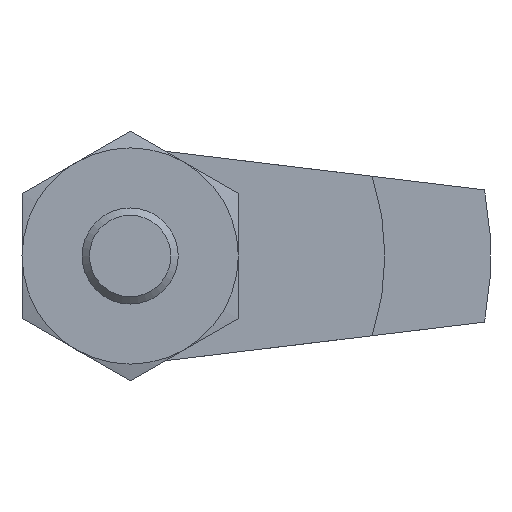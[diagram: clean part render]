
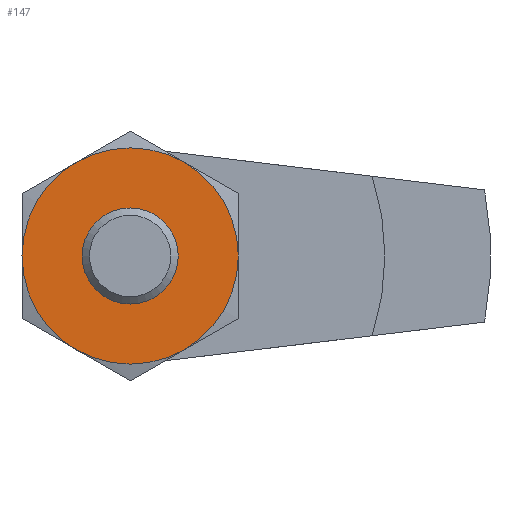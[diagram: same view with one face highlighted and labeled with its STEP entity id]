
A CAD part, front view. The second image highlights one B-rep face of the part: STEP entity #147.
In plain terms, the highlighted planar face has unit normal (0, -1, 0).
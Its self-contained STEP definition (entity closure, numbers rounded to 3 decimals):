
#147 = ADVANCED_FACE( '', ( #305, #306 ), #307, .F. );
#305 = FACE_BOUND( '', #468, .T. );
#306 = FACE_OUTER_BOUND( '', #469, .T. );
#307 = PLANE( '', #470 );
#468 = EDGE_LOOP( '', ( #801 ) );
#469 = EDGE_LOOP( '', ( #802, #803, #804, #805, #806, #807 ) );
#470 = AXIS2_PLACEMENT_3D( '', #808, #809, #810 );
#801 = ORIENTED_EDGE( '', *, *, #999, .F. );
#802 = ORIENTED_EDGE( '', *, *, #933, .T. );
#803 = ORIENTED_EDGE( '', *, *, #985, .T. );
#804 = ORIENTED_EDGE( '', *, *, #969, .T. );
#805 = ORIENTED_EDGE( '', *, *, #990, .T. );
#806 = ORIENTED_EDGE( '', *, *, #911, .T. );
#807 = ORIENTED_EDGE( '', *, *, #992, .T. );
#808 = CARTESIAN_POINT( '', ( 18., 0., 0. ) );
#809 = DIRECTION( '', ( 0., 1., 0. ) );
#810 = DIRECTION( '', ( 0., 0., 1. ) );
#911 = EDGE_CURVE( '', #1062, #1078, #1079, .T. );
#933 = EDGE_CURVE( '', #1113, #1085, #1114, .T. );
#969 = EDGE_CURVE( '', #1161, #1103, #1162, .T. );
#985 = EDGE_CURVE( '', #1085, #1161, #1183, .T. );
#990 = EDGE_CURVE( '', #1103, #1062, #1188, .T. );
#992 = EDGE_CURVE( '', #1078, #1113, #1190, .T. );
#999 = EDGE_CURVE( '', #1197, #1197, #1198, .T. );
#1062 = VERTEX_POINT( '', #1280 );
#1078 = VERTEX_POINT( '', #1319 );
#1079 = CIRCLE( '', #1320, 18. );
#1085 = VERTEX_POINT( '', #1332 );
#1103 = VERTEX_POINT( '', #1369 );
#1113 = VERTEX_POINT( '', #1400 );
#1114 = CIRCLE( '', #1401, 18. );
#1161 = VERTEX_POINT( '', #1509 );
#1162 = CIRCLE( '', #1510, 18. );
#1183 = CIRCLE( '', #1545, 18. );
#1188 = CIRCLE( '', #1556, 18. );
#1190 = CIRCLE( '', #1558, 18. );
#1197 = VERTEX_POINT( '', #1571 );
#1198 = CIRCLE( '', #1572, 6.5 );
#1280 = CARTESIAN_POINT( '', ( -18., 0., 0. ) );
#1319 = CARTESIAN_POINT( '', ( -9., 0., -15.588 ) );
#1320 = AXIS2_PLACEMENT_3D( '', #1635, #1636, #1637 );
#1332 = CARTESIAN_POINT( '', ( 18., 0., 0. ) );
#1369 = CARTESIAN_POINT( '', ( -9., 0., 15.588 ) );
#1400 = CARTESIAN_POINT( '', ( 9., 0., -15.588 ) );
#1401 = AXIS2_PLACEMENT_3D( '', #1650, #1651, #1652 );
#1509 = CARTESIAN_POINT( '', ( 9., 0., 15.588 ) );
#1510 = AXIS2_PLACEMENT_3D( '', #1684, #1685, #1686 );
#1545 = AXIS2_PLACEMENT_3D( '', #1700, #1701, #1702 );
#1556 = AXIS2_PLACEMENT_3D( '', #1704, #1705, #1706 );
#1558 = AXIS2_PLACEMENT_3D( '', #1707, #1708, #1709 );
#1571 = CARTESIAN_POINT( '', ( 0., 0., -6.5 ) );
#1572 = AXIS2_PLACEMENT_3D( '', #1711, #1712, #1713 );
#1635 = CARTESIAN_POINT( '', ( 0., 0., 0. ) );
#1636 = DIRECTION( '', ( 0., -1., 0. ) );
#1637 = DIRECTION( '', ( 0., 0., -1. ) );
#1650 = CARTESIAN_POINT( '', ( 0., 0., 0. ) );
#1651 = DIRECTION( '', ( 0., -1., 0. ) );
#1652 = DIRECTION( '', ( 0., 0., -1. ) );
#1684 = CARTESIAN_POINT( '', ( 0., 0., 0. ) );
#1685 = DIRECTION( '', ( 0., -1., 0. ) );
#1686 = DIRECTION( '', ( 0., 0., -1. ) );
#1700 = CARTESIAN_POINT( '', ( 0., 0., 0. ) );
#1701 = DIRECTION( '', ( 0., -1., 0. ) );
#1702 = DIRECTION( '', ( 0., 0., -1. ) );
#1704 = CARTESIAN_POINT( '', ( 0., 0., 0. ) );
#1705 = DIRECTION( '', ( 0., -1., 0. ) );
#1706 = DIRECTION( '', ( 0., 0., -1. ) );
#1707 = CARTESIAN_POINT( '', ( 0., 0., 0. ) );
#1708 = DIRECTION( '', ( 0., -1., 0. ) );
#1709 = DIRECTION( '', ( 0., 0., -1. ) );
#1711 = CARTESIAN_POINT( '', ( 0., 0., 0. ) );
#1712 = DIRECTION( '', ( 0., -1., 0. ) );
#1713 = DIRECTION( '', ( 0., 0., -1. ) );
